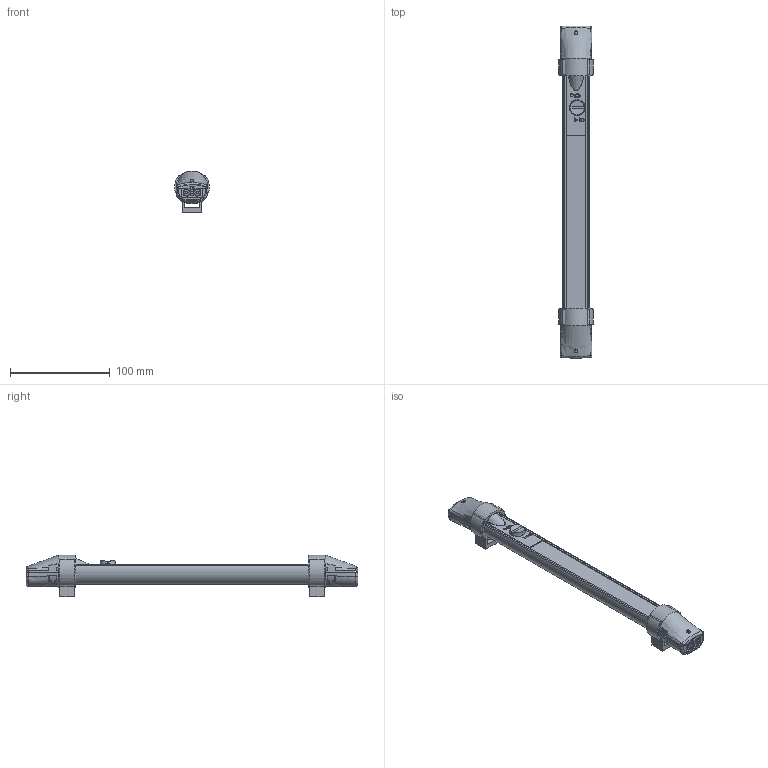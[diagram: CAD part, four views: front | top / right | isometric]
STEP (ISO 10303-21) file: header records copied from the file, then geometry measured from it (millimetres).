
FILE_DESCRIPTION(/* description */ (''),/* implementation_level */ '2;1');
FILE_NAME(/* name */ '112042_LED04-D-04.stp',/* time_stamp */ '2025-09-20T11:06:58+02:00',/* author */ ('cad'),/* organization */ (''),/* preprocessor_version */ 'ST-DEVELOPER v15.6',/* originating_system */ 'Autodesk Inventor 2015',/* authorisation */ '');
FILE_SCHEMA (('AUTOMOTIVE_DESIGN { 1 0 10303 214 3 1 1 }'));
Length unit declared in the file: millimetre
Products named in the file (1): 112042_LED04-D-04
Bounding box: 34.91 x 333 x 42 mm (x, y, z)
Surface area: 46613.7 mm2 (no closed solid volume)
Topology: 0 solids, 31 shells, 242 faces, 1404 edges, 1118 vertices
Faces by surface type: plane 110, cylinder 60, bspline 57, torus 10, sphere 3, cone 2
Full cylindrical faces by diameter (mm): 2 x1, 2.7 x3, 3 x1, 4 x2, 5.4 x2, 12.1 x2
Entity records: 16329 total; most frequent: CARTESIAN_POINT 6412, ORIENTED_EDGE 1792, DIRECTION 1770, EDGE_CURVE 1377, VERTEX_POINT 1109, LINE 754, VECTOR 754, AXIS2_PLACEMENT_3D 508
